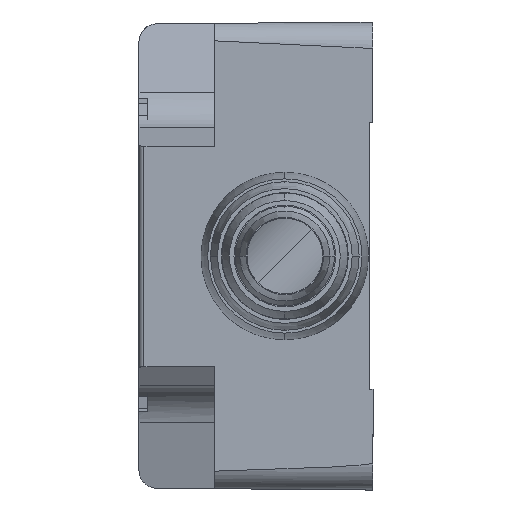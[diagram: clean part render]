
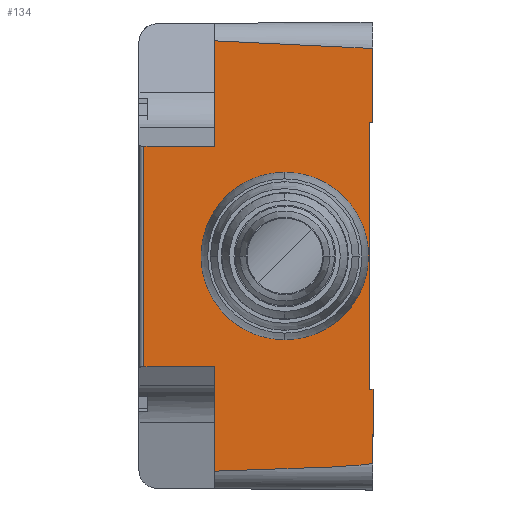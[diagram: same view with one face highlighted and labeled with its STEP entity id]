
A CAD part, left-side view. The second image highlights one B-rep face of the part: STEP entity #134.
In plain terms, the highlighted planar face has unit normal (-1, 0.009, 0).
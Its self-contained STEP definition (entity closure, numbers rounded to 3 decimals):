
#134=ADVANCED_FACE('',(#348,#349),#350,.T.);
#348=FACE_BOUND('',#595,.T.);
#349=FACE_OUTER_BOUND('',#596,.T.);
#350=PLANE('',#597);
#595=EDGE_LOOP('',(#1374,#1375));
#596=EDGE_LOOP('',(#1376,#1377,#1378,#1379,#1380,#1381,#1382,#1383,#1384,#1385,#1386,#1387));
#597=AXIS2_PLACEMENT_3D('',#1388,#1389,#1390);
#1374=ORIENTED_EDGE('',*,*,#1863,.T.);
#1375=ORIENTED_EDGE('',*,*,#1741,.T.);
#1376=ORIENTED_EDGE('',*,*,#1903,.T.);
#1377=ORIENTED_EDGE('',*,*,#1905,.T.);
#1378=ORIENTED_EDGE('',*,*,#1913,.F.);
#1379=ORIENTED_EDGE('',*,*,#1914,.T.);
#1380=ORIENTED_EDGE('',*,*,#1915,.T.);
#1381=ORIENTED_EDGE('',*,*,#1916,.F.);
#1382=ORIENTED_EDGE('',*,*,#1917,.F.);
#1383=ORIENTED_EDGE('',*,*,#1918,.F.);
#1384=ORIENTED_EDGE('',*,*,#1919,.F.);
#1385=ORIENTED_EDGE('',*,*,#1920,.F.);
#1386=ORIENTED_EDGE('',*,*,#1921,.F.);
#1387=ORIENTED_EDGE('',*,*,#1910,.F.);
#1388=CARTESIAN_POINT('',(0.055,6.344,-15.0));
#1389=DIRECTION('',(-1.,0.009,0.0));
#1390=DIRECTION('',(-0.009,-1.,-0.0));
#1741=EDGE_CURVE('',#2125,#2129,#2131,.T.);
#1863=EDGE_CURVE('',#2129,#2125,#2336,.T.);
#1903=EDGE_CURVE('',#2394,#2392,#2395,.T.);
#1905=EDGE_CURVE('',#2392,#2397,#2398,.T.);
#1910=EDGE_CURVE('',#2394,#2405,#2406,.T.);
#1913=EDGE_CURVE('',#2410,#2397,#2411,.T.);
#1914=EDGE_CURVE('',#2410,#2412,#2413,.T.);
#1915=EDGE_CURVE('',#2412,#2414,#2415,.T.);
#1916=EDGE_CURVE('',#2416,#2414,#2417,.T.);
#1917=EDGE_CURVE('',#2418,#2416,#2419,.T.);
#1918=EDGE_CURVE('',#2420,#2418,#2421,.T.);
#1919=EDGE_CURVE('',#2422,#2420,#2423,.T.);
#1920=EDGE_CURVE('',#2424,#2422,#2425,.T.);
#1921=EDGE_CURVE('',#2405,#2424,#2426,.T.);
#2125=VERTEX_POINT('',#2715);
#2129=VERTEX_POINT('',#2720);
#2131=ELLIPSE('',#2723,4.649,4.649);
#2336=ELLIPSE('',#3120,4.649,4.649);
#2392=VERTEX_POINT('',#3191);
#2394=VERTEX_POINT('',#3194);
#2395=LINE('',#3195,#3196);
#2397=VERTEX_POINT('',#3198);
#2398=LINE('',#3199,#3200);
#2405=VERTEX_POINT('',#3209);
#2406=(B_SPLINE_CURVE(2,(#3211,#3212,#3213,#3214,#3215,#3216,#3217,#3218,#3219,#3220,#3221,#3222,#3223,#3224,#3225,#3226,#3227,#3228,#3229,#3230,#3231,#3232),.UNSPECIFIED.,.F.,.F.)B_SPLINE_CURVE_WITH_KNOTS((3,1,1,1,1,1,1,1,1,1,2,1,1,1,1,1,1,1,1,3),(0.0,1.655,3.183,4.589,5.874,7.038,8.082,9.008,9.819,10.516,12.741,15.578,16.377,17.294,18.332,19.495,20.786,22.211,23.774,25.482),.UNSPECIFIED.)RATIONAL_B_SPLINE_CURVE((1.0,0.998,0.994,0.992,0.991,0.991,0.991,0.992,0.993,0.994,0.997,1.0,0.996,0.993,0.992,0.991,0.991,0.991,0.992,0.994,0.998,1.0))BOUNDED_CURVE()REPRESENTATION_ITEM('')GEOMETRIC_REPRESENTATION_ITEM()CURVE());
#2410=VERTEX_POINT('',#3269);
#2411=LINE('',#3270,#3271);
#2412=VERTEX_POINT('',#3272);
#2413=LINE('',#3273,#3274);
#2414=VERTEX_POINT('',#3275);
#2415=LINE('',#3276,#3277);
#2416=VERTEX_POINT('',#3278);
#2417=(B_SPLINE_CURVE(2,(#3280,#3281,#3282,#3283,#3284,#3285,#3286,#3287,#3288,#3289,#3290,#3291,#3292,#3293,#3294,#3295,#3296,#3297,#3298,#3299,#3300,#3301),.UNSPECIFIED.,.F.,.F.)B_SPLINE_CURVE_WITH_KNOTS((3,1,1,1,1,1,1,1,1,1,2,1,1,1,1,1,1,1,1,3),(0.0,1.655,3.183,4.589,5.874,7.038,8.082,9.008,9.819,10.516,12.741,15.578,16.377,17.294,18.332,19.495,20.786,22.211,23.774,25.482),.UNSPECIFIED.)RATIONAL_B_SPLINE_CURVE((1.0,0.998,0.994,0.992,0.991,0.991,0.991,0.992,0.993,0.994,0.997,1.0,0.996,0.993,0.992,0.991,0.991,0.991,0.992,0.994,0.998,1.0))BOUNDED_CURVE()REPRESENTATION_ITEM('')GEOMETRIC_REPRESENTATION_ITEM()CURVE());
#2418=VERTEX_POINT('',#3308);
#2419=LINE('',#3309,#3310);
#2420=VERTEX_POINT('',#3311);
#2421=LINE('',#3312,#3313);
#2422=VERTEX_POINT('',#3314);
#2423=LINE('',#3315,#3316);
#2424=VERTEX_POINT('',#3317);
#2425=LINE('',#3318,#3319);
#2426=LINE('',#3320,#3321);
#2715=CARTESIAN_POINT('',(0.082,9.549,0.));
#2720=CARTESIAN_POINT('',(0.002,0.251,0.));
#2723=AXIS2_PLACEMENT_3D('',#3731,#3732,#3733);
#3120=AXIS2_PLACEMENT_3D('',#3897,#3898,#3899);
#3191=CARTESIAN_POINT('',(0.076,8.8,6.083));
#3194=CARTESIAN_POINT('',(0.076,8.8,11.954));
#3195=CARTESIAN_POINT('',(0.076,8.8,-2.295));
#3196=VECTOR('',#3985,1.0);
#3198=CARTESIAN_POINT('',(0.11,12.723,6.093));
#3199=CARTESIAN_POINT('',(0.065,7.555,6.08));
#3200=VECTOR('',#3989,1.0);
#3209=CARTESIAN_POINT('',(0.,0.,11.48));
#3211=CARTESIAN_POINT('',(0.11,12.723,12.047));
#3212=CARTESIAN_POINT('',(0.096,11.097,12.012));
#3213=CARTESIAN_POINT('',(0.072,8.353,11.944));
#3214=CARTESIAN_POINT('',(0.053,6.155,11.879));
#3215=CARTESIAN_POINT('',(0.038,4.427,11.82));
#3216=CARTESIAN_POINT('',(0.027,3.098,11.765));
#3217=CARTESIAN_POINT('',(0.018,2.101,11.715));
#3218=CARTESIAN_POINT('',(0.012,1.374,11.671));
#3219=CARTESIAN_POINT('',(0.007,0.861,11.631));
#3220=CARTESIAN_POINT('',(0.004,0.513,11.597));
#3221=CARTESIAN_POINT('',(0.,0.,11.531));
#3222=CARTESIAN_POINT('',(0.,0.,11.48));
#3223=CARTESIAN_POINT('',(0.,0.,11.415));
#3224=CARTESIAN_POINT('',(0.007,0.814,11.333));
#3225=CARTESIAN_POINT('',(0.011,1.308,11.294));
#3226=CARTESIAN_POINT('',(0.017,2.013,11.25));
#3227=CARTESIAN_POINT('',(0.026,2.987,11.2));
#3228=CARTESIAN_POINT('',(0.037,4.297,11.145));
#3229=CARTESIAN_POINT('',(0.052,6.019,11.085));
#3230=CARTESIAN_POINT('',(0.071,8.237,11.019));
#3231=CARTESIAN_POINT('',(0.095,11.045,10.949));
#3232=CARTESIAN_POINT('',(0.11,12.723,10.913));
#3269=CARTESIAN_POINT('',(0.11,12.723,-6.141));
#3270=CARTESIAN_POINT('',(0.11,12.723,-15.0));
#3271=VECTOR('',#4001,1.0);
#3272=CARTESIAN_POINT('',(0.076,8.8,-6.131));
#3273=CARTESIAN_POINT('',(0.087,10.091,-6.134));
#3274=VECTOR('',#4002,1.0);
#3275=CARTESIAN_POINT('',(0.076,8.8,-11.954));
#3276=CARTESIAN_POINT('',(0.076,8.8,-12.717));
#3277=VECTOR('',#4003,1.0);
#3278=CARTESIAN_POINT('',(0.0,0.,-11.48));
#3280=CARTESIAN_POINT('',(0.11,12.723,-10.913));
#3281=CARTESIAN_POINT('',(0.096,11.097,-10.948));
#3282=CARTESIAN_POINT('',(0.072,8.353,-11.016));
#3283=CARTESIAN_POINT('',(0.053,6.155,-11.081));
#3284=CARTESIAN_POINT('',(0.038,4.427,-11.14));
#3285=CARTESIAN_POINT('',(0.027,3.098,-11.195));
#3286=CARTESIAN_POINT('',(0.018,2.101,-11.245));
#3287=CARTESIAN_POINT('',(0.012,1.374,-11.289));
#3288=CARTESIAN_POINT('',(0.007,0.861,-11.329));
#3289=CARTESIAN_POINT('',(0.004,0.513,-11.363));
#3290=CARTESIAN_POINT('',(0.,0.,-11.429));
#3291=CARTESIAN_POINT('',(0.,0.,-11.48));
#3292=CARTESIAN_POINT('',(0.,0.,-11.545));
#3293=CARTESIAN_POINT('',(0.007,0.814,-11.627));
#3294=CARTESIAN_POINT('',(0.011,1.308,-11.666));
#3295=CARTESIAN_POINT('',(0.017,2.013,-11.71));
#3296=CARTESIAN_POINT('',(0.026,2.987,-11.76));
#3297=CARTESIAN_POINT('',(0.037,4.297,-11.815));
#3298=CARTESIAN_POINT('',(0.052,6.019,-11.875));
#3299=CARTESIAN_POINT('',(0.071,8.237,-11.941));
#3300=CARTESIAN_POINT('',(0.095,11.045,-12.011));
#3301=CARTESIAN_POINT('',(0.11,12.723,-12.047));
#3308=CARTESIAN_POINT('',(0.0,0.,-7.402));
#3309=CARTESIAN_POINT('',(0.0,0.,-12.601));
#3310=VECTOR('',#4004,1.0);
#3311=CARTESIAN_POINT('',(0.002,0.2,-7.402));
#3312=CARTESIAN_POINT('',(0.028,3.213,-7.402));
#3313=VECTOR('',#4005,1.0);
#3314=CARTESIAN_POINT('',(0.002,0.2,7.398));
#3315=CARTESIAN_POINT('',(0.002,0.2,-7.501));
#3316=VECTOR('',#4006,1.0);
#3317=CARTESIAN_POINT('',(0.,0.,7.398));
#3318=CARTESIAN_POINT('',(0.028,3.213,7.398));
#3319=VECTOR('',#4007,1.0);
#3320=CARTESIAN_POINT('',(0.,0.,-2.4));
#3321=VECTOR('',#4008,1.0);
#3731=CARTESIAN_POINT('',(0.042,4.9,0.0));
#3732=DIRECTION('',(1.,-0.009,-0.0));
#3733=DIRECTION('',(0.009,1.,0.0));
#3897=CARTESIAN_POINT('',(0.042,4.9,0.0));
#3898=DIRECTION('',(1.,-0.009,-0.0));
#3899=DIRECTION('',(0.009,1.,0.0));
#3985=DIRECTION('',(0.,0.,-1.0));
#3989=DIRECTION('',(0.009,1.,0.002));
#4001=DIRECTION('',(0.0,0.0,1.0));
#4002=DIRECTION('',(-0.009,-1.,0.002));
#4003=DIRECTION('',(0.,0.,-1.0));
#4004=DIRECTION('',(0.,0.,-1.0));
#4005=DIRECTION('',(-0.009,-1.,0.));
#4006=DIRECTION('',(0.,0.,-1.0));
#4007=DIRECTION('',(0.009,1.,0.));
#4008=DIRECTION('',(0.,0.,-1.0));
